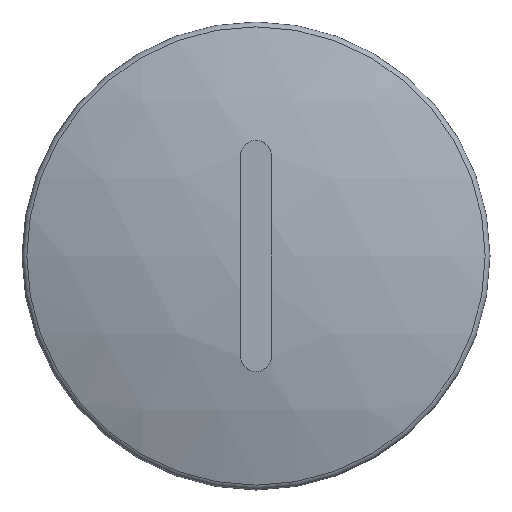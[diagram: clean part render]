
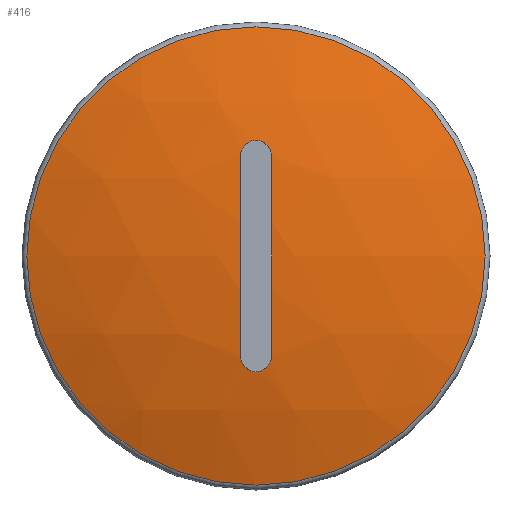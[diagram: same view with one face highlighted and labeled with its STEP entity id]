
A CAD part, left-side view. The second image highlights one B-rep face of the part: STEP entity #416.
In plain terms, the highlighted spherical face has radius 51.834 mm.
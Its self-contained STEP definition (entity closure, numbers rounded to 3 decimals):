
#43=SPHERICAL_SURFACE('',#464,51.834);
#79=FACE_BOUND('',#137,.T.);
#99=FACE_OUTER_BOUND('',#136,.T.);
#136=EDGE_LOOP('',(#328));
#137=EDGE_LOOP('',(#329,#330,#331,#332));
#182=CIRCLE('',#463,16.257);
#183=CIRCLE('',#465,51.822);
#184=CIRCLE('',#466,51.822);
#209=B_SPLINE_CURVE_WITH_KNOTS('',3,(#1202,#1203,#1204,#1205,#1206,#1207,
#1208,#1209,#1210,#1211,#1212,#1213,#1214,#1215,#1216,#1217,#1218,#1219),
 .UNSPECIFIED.,.F.,.F.,(4,2,2,2,2,2,2,2,4),(0.167,0.209,
0.251,0.293,0.335,0.376,
0.418,0.46,0.502),.UNSPECIFIED.);
#210=B_SPLINE_CURVE_WITH_KNOTS('',3,(#1222,#1223,#1224,#1225,#1226,#1227,
#1228,#1229,#1230,#1231,#1232,#1233,#1234,#1235,#1236,#1237,#1238,#1239,
#1240),.UNSPECIFIED.,.F.,.F.,(4,2,2,2,3,2,2,2,4),(-0.167,-0.125,
-0.083,-0.042,0.,0.042,0.083,
0.125,0.167),.UNSPECIFIED.);
#224=VERTEX_POINT('',#1195);
#225=VERTEX_POINT('',#1198);
#226=VERTEX_POINT('',#1199);
#227=VERTEX_POINT('',#1201);
#228=VERTEX_POINT('',#1220);
#267=EDGE_CURVE('',#224,#224,#182,.T.);
#268=EDGE_CURVE('',#225,#226,#183,.T.);
#269=EDGE_CURVE('',#226,#227,#209,.T.);
#270=EDGE_CURVE('',#227,#228,#184,.T.);
#271=EDGE_CURVE('',#228,#225,#210,.T.);
#328=ORIENTED_EDGE('',*,*,#267,.F.);
#329=ORIENTED_EDGE('',*,*,#268,.T.);
#330=ORIENTED_EDGE('',*,*,#269,.T.);
#331=ORIENTED_EDGE('',*,*,#270,.T.);
#332=ORIENTED_EDGE('',*,*,#271,.T.);
#416=ADVANCED_FACE('',(#99,#79),#43,.T.);
#463=AXIS2_PLACEMENT_3D('',#1196,#537,#538);
#464=AXIS2_PLACEMENT_3D('',#1197,#539,#540);
#465=AXIS2_PLACEMENT_3D('',#1200,#541,#542);
#466=AXIS2_PLACEMENT_3D('',#1221,#543,#544);
#537=DIRECTION('center_axis',(1.,0.,0.));
#538=DIRECTION('ref_axis',(0.,-1.,0.));
#539=DIRECTION('center_axis',(0.,0.,1.));
#540=DIRECTION('ref_axis',(1.,0.,0.));
#541=DIRECTION('center_axis',(0.,-1.,0.));
#542=DIRECTION('ref_axis',(0.,0.,1.));
#543=DIRECTION('center_axis',(0.,1.,0.));
#544=DIRECTION('ref_axis',(0.,0.,-1.));
#1195=CARTESIAN_POINT('',(-9.385,16.257,0.));
#1196=CARTESIAN_POINT('Origin',(-9.385,0.,
0.));
#1197=CARTESIAN_POINT('Origin',(39.834,0.,0.));
#1198=CARTESIAN_POINT('',(-11.5,-1.105,7.095));
#1199=CARTESIAN_POINT('',(-11.5,-1.105,-7.095));
#1200=CARTESIAN_POINT('Origin',(39.834,-1.105,0.));
#1201=CARTESIAN_POINT('',(-11.5,1.105,-7.095));
#1202=CARTESIAN_POINT('Ctrl Pts',(-11.5,-1.105,-7.095));
#1203=CARTESIAN_POINT('Ctrl Pts',(-11.481,-1.105,-7.234));
#1204=CARTESIAN_POINT('Ctrl Pts',(-11.461,-1.077,-7.382));
#1205=CARTESIAN_POINT('Ctrl Pts',(-11.423,-0.964,-7.655));
#1206=CARTESIAN_POINT('Ctrl Pts',(-11.406,-0.879,-7.779));
#1207=CARTESIAN_POINT('Ctrl Pts',(-11.378,-0.682,-7.975));
#1208=CARTESIAN_POINT('Ctrl Pts',(-11.367,-0.558,
-8.06));
#1209=CARTESIAN_POINT('Ctrl Pts',(-11.351,-0.287,
-8.172));
#1210=CARTESIAN_POINT('Ctrl Pts',(-11.347,-0.139,
-8.2));
#1211=CARTESIAN_POINT('Ctrl Pts',(-11.347,0.139,-8.2));
#1212=CARTESIAN_POINT('Ctrl Pts',(-11.351,0.287,-8.172));
#1213=CARTESIAN_POINT('Ctrl Pts',(-11.367,0.558,-8.06));
#1214=CARTESIAN_POINT('Ctrl Pts',(-11.378,0.682,-7.975));
#1215=CARTESIAN_POINT('Ctrl Pts',(-11.406,0.879,-7.779));
#1216=CARTESIAN_POINT('Ctrl Pts',(-11.423,0.964,-7.655));
#1217=CARTESIAN_POINT('Ctrl Pts',(-11.461,1.077,-7.382));
#1218=CARTESIAN_POINT('Ctrl Pts',(-11.481,1.105,-7.234));
#1219=CARTESIAN_POINT('Ctrl Pts',(-11.5,1.105,-7.095));
#1220=CARTESIAN_POINT('',(-11.5,1.105,7.095));
#1221=CARTESIAN_POINT('Origin',(39.834,1.105,0.));
#1222=CARTESIAN_POINT('Ctrl Pts',(-11.5,1.105,7.095));
#1223=CARTESIAN_POINT('Ctrl Pts',(-11.481,1.105,7.234));
#1224=CARTESIAN_POINT('Ctrl Pts',(-11.461,1.077,7.382));
#1225=CARTESIAN_POINT('Ctrl Pts',(-11.423,0.964,7.655));
#1226=CARTESIAN_POINT('Ctrl Pts',(-11.406,0.879,7.779));
#1227=CARTESIAN_POINT('Ctrl Pts',(-11.378,0.682,7.975));
#1228=CARTESIAN_POINT('Ctrl Pts',(-11.367,0.558,8.06));
#1229=CARTESIAN_POINT('Ctrl Pts',(-11.351,0.287,8.172));
#1230=CARTESIAN_POINT('Ctrl Pts',(-11.347,0.139,8.2));
#1231=CARTESIAN_POINT('Ctrl Pts',(-11.347,0.,
8.2));
#1232=CARTESIAN_POINT('Ctrl Pts',(-11.347,-0.139,8.2));
#1233=CARTESIAN_POINT('Ctrl Pts',(-11.351,-0.287,
8.172));
#1234=CARTESIAN_POINT('Ctrl Pts',(-11.367,-0.558,
8.06));
#1235=CARTESIAN_POINT('Ctrl Pts',(-11.378,-0.682,
7.975));
#1236=CARTESIAN_POINT('Ctrl Pts',(-11.406,-0.879,
7.779));
#1237=CARTESIAN_POINT('Ctrl Pts',(-11.423,-0.964,
7.655));
#1238=CARTESIAN_POINT('Ctrl Pts',(-11.461,-1.077,7.382));
#1239=CARTESIAN_POINT('Ctrl Pts',(-11.481,-1.105,7.234));
#1240=CARTESIAN_POINT('Ctrl Pts',(-11.5,-1.105,7.095));
